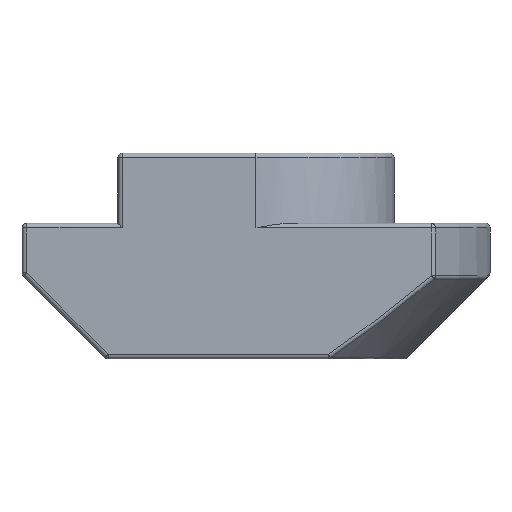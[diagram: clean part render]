
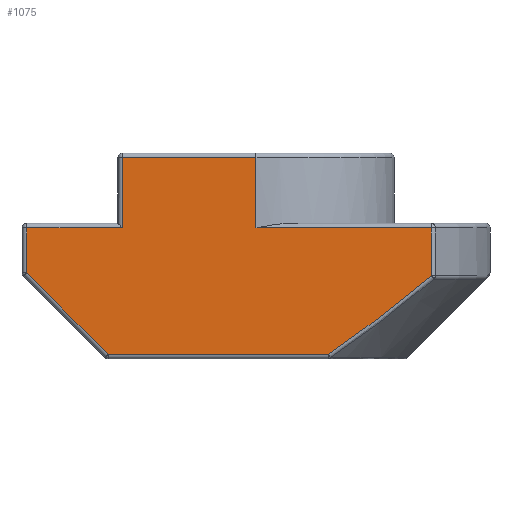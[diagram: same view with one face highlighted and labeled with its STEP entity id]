
A CAD part, front view. The second image highlights one B-rep face of the part: STEP entity #1075.
In plain terms, the highlighted planar face has unit normal (0, -1, 0).
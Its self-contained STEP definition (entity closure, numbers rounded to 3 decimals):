
#29=PLANE('',#1239);
#48=LINE('',#1724,#105);
#49=LINE('',#1746,#106);
#51=LINE('',#1749,#108);
#58=LINE('',#1782,#115);
#69=LINE('',#1867,#126);
#72=LINE('',#1873,#129);
#83=LINE('',#2008,#140);
#85=LINE('',#2011,#142);
#91=LINE('',#2123,#148);
#105=VECTOR('',#1371,10.);
#106=VECTOR('',#1390,10.);
#108=VECTOR('',#1394,10.);
#115=VECTOR('',#1433,10.);
#126=VECTOR('',#1480,10.);
#129=VECTOR('',#1487,10.);
#140=VECTOR('',#1522,10.);
#142=VECTOR('',#1526,10.);
#148=VECTOR('',#1542,10.);
#190=B_SPLINE_CURVE_WITH_KNOTS('',3,(#1921,#1922,#1923,#1924),
 .UNSPECIFIED.,.F.,.F.,(4,4),(-0.283,-0.005),
 .UNSPECIFIED.);
#286=FACE_OUTER_BOUND('',#363,.T.);
#363=EDGE_LOOP('',(#967,#968,#969,#970,#971,#972,#973,#974,#975,#976));
#446=VERTEX_POINT('',#1602);
#457=VERTEX_POINT('',#1628);
#459=VERTEX_POINT('',#1658);
#475=VERTEX_POINT('',#1703);
#477=VERTEX_POINT('',#1708);
#486=VERTEX_POINT('',#1736);
#488=VERTEX_POINT('',#1741);
#494=VERTEX_POINT('',#1771);
#497=VERTEX_POINT('',#1778);
#510=VERTEX_POINT('',#1866);
#572=EDGE_CURVE('',#459,#477,#48,.T.);
#580=EDGE_CURVE('',#488,#486,#49,.T.);
#582=EDGE_CURVE('',#486,#475,#51,.T.);
#599=EDGE_CURVE('',#494,#497,#58,.T.);
#621=EDGE_CURVE('',#510,#494,#69,.T.);
#625=EDGE_CURVE('',#477,#510,#72,.T.);
#633=EDGE_CURVE('',#475,#457,#190,.T.);
#648=EDGE_CURVE('',#446,#459,#83,.T.);
#650=EDGE_CURVE('',#457,#446,#85,.T.);
#665=EDGE_CURVE('',#488,#497,#91,.T.);
#967=ORIENTED_EDGE('',*,*,#665,.T.);
#968=ORIENTED_EDGE('',*,*,#599,.F.);
#969=ORIENTED_EDGE('',*,*,#621,.F.);
#970=ORIENTED_EDGE('',*,*,#625,.F.);
#971=ORIENTED_EDGE('',*,*,#572,.F.);
#972=ORIENTED_EDGE('',*,*,#648,.F.);
#973=ORIENTED_EDGE('',*,*,#650,.F.);
#974=ORIENTED_EDGE('',*,*,#633,.F.);
#975=ORIENTED_EDGE('',*,*,#582,.F.);
#976=ORIENTED_EDGE('',*,*,#580,.F.);
#1075=ADVANCED_FACE('',(#286),#29,.T.);
#1239=AXIS2_PLACEMENT_3D('',#2162,#1576,#1577);
#1371=DIRECTION('',(0.,0.,1.));
#1390=DIRECTION('',(1.,0.,0.));
#1394=DIRECTION('',(0.,0.,-1.));
#1433=DIRECTION('',(1.,0.,0.));
#1480=DIRECTION('',(0.,0.,1.));
#1487=DIRECTION('',(1.,0.,0.));
#1522=DIRECTION('',(-0.707,0.,0.707));
#1526=DIRECTION('',(-1.,0.,0.));
#1542=DIRECTION('',(0.,0.,1.));
#1576=DIRECTION('center_axis',(0.,-1.,0.));
#1577=DIRECTION('ref_axis',(0.,0.,-1.));
#1602=CARTESIAN_POINT('',(-3.159,-2.91,-2.1));
#1628=CARTESIAN_POINT('',(1.543,-2.91,-2.1));
#1658=CARTESIAN_POINT('',(-4.9,-2.91,-0.359));
#1703=CARTESIAN_POINT('',(3.748,-2.91,-0.421));
#1708=CARTESIAN_POINT('',(-4.9,-2.91,0.6));
#1724=CARTESIAN_POINT('',(-4.9,-2.91,1.1));
#1736=CARTESIAN_POINT('',(3.748,-2.91,0.6));
#1741=CARTESIAN_POINT('',(0.,-2.91,0.6));
#1746=CARTESIAN_POINT('',(0.738,-2.91,0.6));
#1749=CARTESIAN_POINT('',(3.748,-2.91,0.7));
#1771=CARTESIAN_POINT('',(-2.85,-2.91,2.1));
#1778=CARTESIAN_POINT('',(0.,-2.91,2.1));
#1782=CARTESIAN_POINT('',(0.,-2.91,2.1));
#1866=CARTESIAN_POINT('',(-2.85,-2.91,0.6));
#1867=CARTESIAN_POINT('',(-2.85,-2.91,2.2));
#1873=CARTESIAN_POINT('',(-0.738,-2.91,0.6));
#1921=CARTESIAN_POINT('Ctrl Pts',(3.748,-2.91,-0.421));
#1922=CARTESIAN_POINT('Ctrl Pts',(3.037,-2.91,-1.012));
#1923=CARTESIAN_POINT('Ctrl Pts',(2.312,-2.91,-1.588));
#1924=CARTESIAN_POINT('Ctrl Pts',(1.543,-2.91,-2.1));
#2008=CARTESIAN_POINT('',(-4.329,-2.91,-0.929));
#2011=CARTESIAN_POINT('',(0.,-2.91,-2.1));
#2123=CARTESIAN_POINT('',(0.,-2.91,2.2));
#2162=CARTESIAN_POINT('Origin',(0.,-2.91,2.2));
